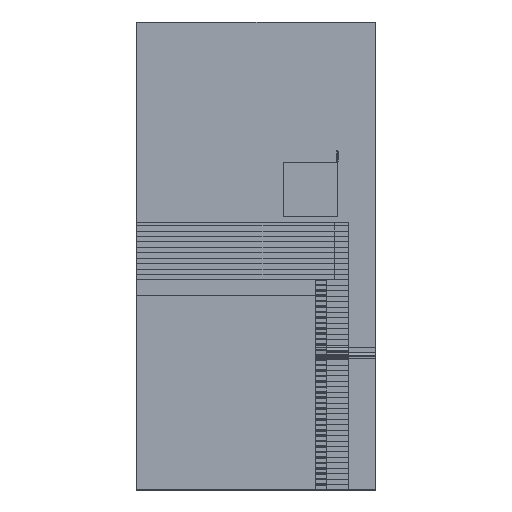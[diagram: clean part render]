
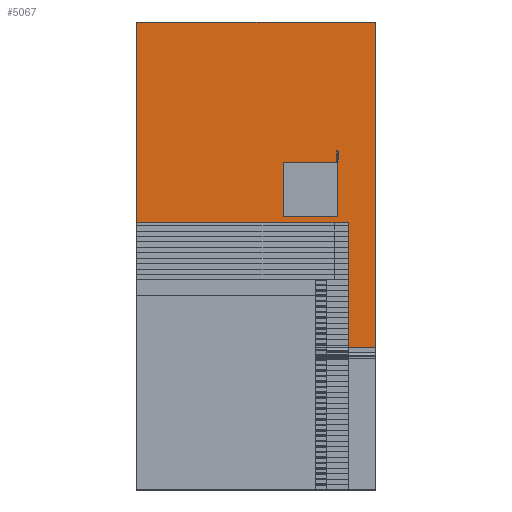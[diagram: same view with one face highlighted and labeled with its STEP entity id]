
A CAD part, left-side view. The second image highlights one B-rep face of the part: STEP entity #5067.
In plain terms, the highlighted planar face has unit normal (-1, 0, 0).
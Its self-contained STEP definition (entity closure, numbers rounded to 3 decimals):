
#5067=ADVANCED_FACE('',(#9565),#9566,.F.);
#9565=FACE_OUTER_BOUND('',#15139,.T.);
#9566=PLANE('',#15140);
#15139=EDGE_LOOP('',(#22672,#22673,#22674,#22675));
#15140=AXIS2_PLACEMENT_3D('',#22676,#22677,#22678);
#22672=ORIENTED_EDGE('',*,*,#30178,.F.);
#22673=ORIENTED_EDGE('',*,*,#31558,.F.);
#22674=ORIENTED_EDGE('',*,*,#31559,.T.);
#22675=ORIENTED_EDGE('',*,*,#31560,.T.);
#22676=CARTESIAN_POINT('',(2010.842,-30.0,179.));
#22677=DIRECTION('',(1.0,0.0,0.));
#22678=DIRECTION('',(0.0,1.0,0.0));
#30178=EDGE_CURVE('',#35494,#35489,#35496,.T.);
#31558=EDGE_CURVE('',#37527,#35494,#37528,.T.);
#31559=EDGE_CURVE('',#37527,#37529,#37530,.T.);
#31560=EDGE_CURVE('',#37529,#35489,#37531,.T.);
#35489=VERTEX_POINT('',#42755);
#35494=VERTEX_POINT('',#42762);
#35496=LINE('',#42765,#42766);
#37527=VERTEX_POINT('',#45734);
#37528=LINE('',#45735,#45736);
#37529=VERTEX_POINT('',#45737);
#37530=LINE('',#45738,#45739);
#37531=LINE('',#45740,#45741);
#42755=CARTESIAN_POINT('',(2010.842,-30.0,-131.));
#42762=CARTESIAN_POINT('',(2010.842,-30.0,179.));
#42765=CARTESIAN_POINT('',(2010.842,-30.0,179.));
#42766=VECTOR('',#49631,1.0);
#45734=CARTESIAN_POINT('',(2010.842,190.0,179.));
#45735=CARTESIAN_POINT('',(2010.842,190.0,179.));
#45736=VECTOR('',#50626,1.0);
#45737=CARTESIAN_POINT('',(2010.842,190.0,-131.));
#45738=CARTESIAN_POINT('',(2010.842,190.0,179.));
#45739=VECTOR('',#50627,1.0);
#45740=CARTESIAN_POINT('',(2010.842,190.0,-131.));
#45741=VECTOR('',#50628,1.0);
#49631=DIRECTION('',(0.,0.0,-1.0));
#50626=DIRECTION('',(0.0,-1.0,0.0));
#50627=DIRECTION('',(0.,0.0,-1.0));
#50628=DIRECTION('',(0.0,-1.0,0.0));
